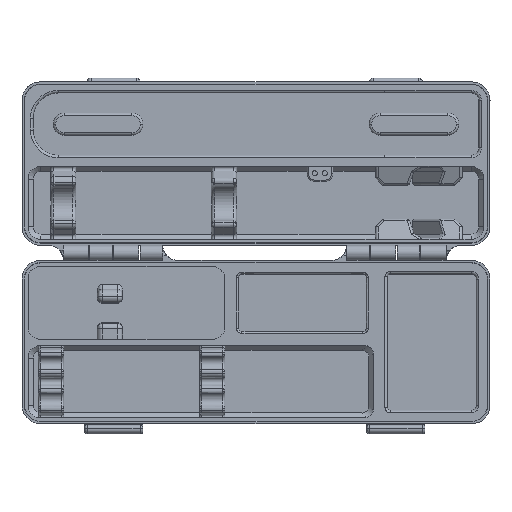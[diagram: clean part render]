
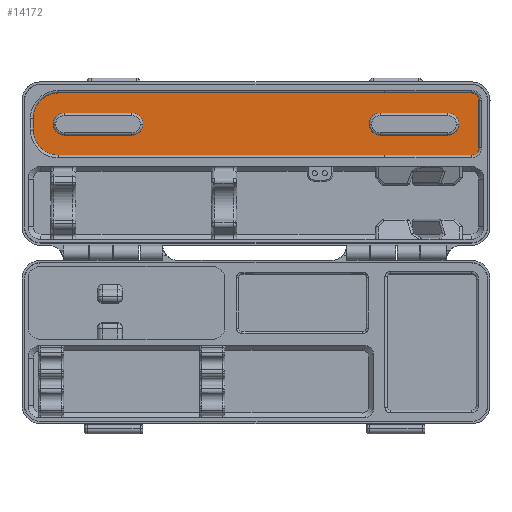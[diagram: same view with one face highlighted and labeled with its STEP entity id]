
A CAD part, top view. The second image highlights one B-rep face of the part: STEP entity #14172.
In plain terms, the highlighted planar face has unit normal (0, 0, 1).
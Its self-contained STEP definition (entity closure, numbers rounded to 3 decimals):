
#735=FACE_BOUND('',#2621,.T.);
#736=FACE_BOUND('',#2622,.T.);
#1013=PLANE('',#15370);
#1694=FACE_OUTER_BOUND('',#2620,.T.);
#2620=EDGE_LOOP('',(#11780,#11781,#11782,#11783,#11784,#11785,#11786,#11787));
#2621=EDGE_LOOP('',(#11788,#11789,#11790,#11791,#11792,#11793));
#2622=EDGE_LOOP('',(#11794,#11795,#11796,#11797,#11798,#11799));
#3587=LINE('',#31708,#4670);
#3591=LINE('',#31724,#4674);
#3644=LINE('',#31960,#4727);
#3645=LINE('',#31964,#4728);
#3646=LINE('',#31968,#4729);
#3647=LINE('',#31972,#4730);
#3648=LINE('',#31978,#4731);
#3649=LINE('',#31984,#4732);
#4670=VECTOR('',#18009,10.);
#4674=VECTOR('',#18027,10.);
#4727=VECTOR('',#18284,10.);
#4728=VECTOR('',#18287,10.);
#4729=VECTOR('',#18290,10.);
#4730=VECTOR('',#18293,10.);
#4731=VECTOR('',#18298,10.);
#4732=VECTOR('',#18303,10.);
#5461=CIRCLE('',#15260,4.376);
#5463=CIRCLE('',#15264,4.376);
#5465=CIRCLE('',#15267,4.376);
#5467=CIRCLE('',#15271,4.376);
#5529=CIRCLE('',#15371,3.);
#5530=CIRCLE('',#15372,3.);
#5531=CIRCLE('',#15373,10.);
#5532=CIRCLE('',#15374,10.);
#5533=CIRCLE('',#15375,4.376);
#5534=CIRCLE('',#15376,4.376);
#5535=CIRCLE('',#15377,4.376);
#5536=CIRCLE('',#15378,4.376);
#6506=VERTEX_POINT('',#31699);
#6508=VERTEX_POINT('',#31703);
#6509=VERTEX_POINT('',#31707);
#6510=VERTEX_POINT('',#31711);
#6512=VERTEX_POINT('',#31717);
#6514=VERTEX_POINT('',#31723);
#6594=VERTEX_POINT('',#31958);
#6595=VERTEX_POINT('',#31959);
#6596=VERTEX_POINT('',#31961);
#6597=VERTEX_POINT('',#31963);
#6598=VERTEX_POINT('',#31965);
#6599=VERTEX_POINT('',#31967);
#6600=VERTEX_POINT('',#31969);
#6601=VERTEX_POINT('',#31971);
#6602=VERTEX_POINT('',#31974);
#6603=VERTEX_POINT('',#31975);
#6604=VERTEX_POINT('',#31977);
#6605=VERTEX_POINT('',#31979);
#6606=VERTEX_POINT('',#31981);
#6607=VERTEX_POINT('',#31983);
#8256=EDGE_CURVE('',#6506,#6508,#5461,.T.);
#8257=EDGE_CURVE('',#6509,#6506,#3587,.T.);
#8261=EDGE_CURVE('',#6510,#6509,#5463,.T.);
#8264=EDGE_CURVE('',#6512,#6510,#5465,.T.);
#8265=EDGE_CURVE('',#6514,#6512,#3591,.T.);
#8269=EDGE_CURVE('',#6508,#6514,#5467,.T.);
#8381=EDGE_CURVE('',#6594,#6595,#3644,.T.);
#8382=EDGE_CURVE('',#6596,#6594,#5529,.T.);
#8383=EDGE_CURVE('',#6597,#6596,#3645,.T.);
#8384=EDGE_CURVE('',#6598,#6597,#5530,.T.);
#8385=EDGE_CURVE('',#6599,#6598,#3646,.T.);
#8386=EDGE_CURVE('',#6600,#6599,#5531,.T.);
#8387=EDGE_CURVE('',#6601,#6600,#3647,.T.);
#8388=EDGE_CURVE('',#6595,#6601,#5532,.T.);
#8389=EDGE_CURVE('',#6602,#6603,#5533,.T.);
#8390=EDGE_CURVE('',#6604,#6602,#3648,.T.);
#8391=EDGE_CURVE('',#6605,#6604,#5534,.T.);
#8392=EDGE_CURVE('',#6606,#6605,#5535,.T.);
#8393=EDGE_CURVE('',#6607,#6606,#3649,.T.);
#8394=EDGE_CURVE('',#6603,#6607,#5536,.T.);
#11780=ORIENTED_EDGE('',*,*,#8381,.F.);
#11781=ORIENTED_EDGE('',*,*,#8382,.F.);
#11782=ORIENTED_EDGE('',*,*,#8383,.F.);
#11783=ORIENTED_EDGE('',*,*,#8384,.F.);
#11784=ORIENTED_EDGE('',*,*,#8385,.F.);
#11785=ORIENTED_EDGE('',*,*,#8386,.F.);
#11786=ORIENTED_EDGE('',*,*,#8387,.F.);
#11787=ORIENTED_EDGE('',*,*,#8388,.F.);
#11788=ORIENTED_EDGE('',*,*,#8256,.T.);
#11789=ORIENTED_EDGE('',*,*,#8269,.T.);
#11790=ORIENTED_EDGE('',*,*,#8265,.T.);
#11791=ORIENTED_EDGE('',*,*,#8264,.T.);
#11792=ORIENTED_EDGE('',*,*,#8261,.T.);
#11793=ORIENTED_EDGE('',*,*,#8257,.T.);
#11794=ORIENTED_EDGE('',*,*,#8389,.F.);
#11795=ORIENTED_EDGE('',*,*,#8390,.F.);
#11796=ORIENTED_EDGE('',*,*,#8391,.F.);
#11797=ORIENTED_EDGE('',*,*,#8392,.F.);
#11798=ORIENTED_EDGE('',*,*,#8393,.F.);
#11799=ORIENTED_EDGE('',*,*,#8394,.F.);
#14172=ADVANCED_FACE('',(#1694,#735,#736),#1013,.F.);
#15260=AXIS2_PLACEMENT_3D('',#31705,#18005,#18006);
#15264=AXIS2_PLACEMENT_3D('',#31715,#18016,#18017);
#15267=AXIS2_PLACEMENT_3D('',#31721,#18023,#18024);
#15271=AXIS2_PLACEMENT_3D('',#31730,#18034,#18035);
#15370=AXIS2_PLACEMENT_3D('',#31957,#18282,#18283);
#15371=AXIS2_PLACEMENT_3D('',#31962,#18285,#18286);
#15372=AXIS2_PLACEMENT_3D('',#31966,#18288,#18289);
#15373=AXIS2_PLACEMENT_3D('',#31970,#18291,#18292);
#15374=AXIS2_PLACEMENT_3D('',#31973,#18294,#18295);
#15375=AXIS2_PLACEMENT_3D('',#31976,#18296,#18297);
#15376=AXIS2_PLACEMENT_3D('',#31980,#18299,#18300);
#15377=AXIS2_PLACEMENT_3D('',#31982,#18301,#18302);
#15378=AXIS2_PLACEMENT_3D('',#31985,#18304,#18305);
#18005=DIRECTION('center_axis',(0.,0.,
-1.));
#18006=DIRECTION('ref_axis',(0.707,0.707,0.));
#18009=DIRECTION('',(1.,0.,0.));
#18016=DIRECTION('center_axis',(0.,0.,
-1.));
#18017=DIRECTION('ref_axis',(-0.707,0.707,0.));
#18023=DIRECTION('center_axis',(0.,0.,
-1.));
#18024=DIRECTION('ref_axis',(-0.707,-0.707,0.));
#18027=DIRECTION('',(-1.,0.,0.));
#18034=DIRECTION('center_axis',(0.,0.,
-1.));
#18035=DIRECTION('ref_axis',(0.707,-0.707,0.));
#18282=DIRECTION('center_axis',(0.,0.,
-1.));
#18283=DIRECTION('ref_axis',(-1.,0.,0.));
#18284=DIRECTION('',(-1.,0.,0.));
#18285=DIRECTION('center_axis',(0.,0.,
-1.));
#18286=DIRECTION('ref_axis',(1.,0.,0.));
#18287=DIRECTION('',(0.,-1.,0.));
#18288=DIRECTION('center_axis',(0.,0.,
-1.));
#18289=DIRECTION('ref_axis',(0.,1.,0.));
#18290=DIRECTION('',(1.,0.,0.));
#18291=DIRECTION('center_axis',(0.,0.,
-1.));
#18292=DIRECTION('ref_axis',(-0.707,0.707,0.));
#18293=DIRECTION('',(0.,1.,0.));
#18294=DIRECTION('center_axis',(0.,0.,
-1.));
#18295=DIRECTION('ref_axis',(-0.707,-0.707,0.));
#18296=DIRECTION('center_axis',(0.,0.,
1.));
#18297=DIRECTION('ref_axis',(0.707,-0.707,0.));
#18298=DIRECTION('',(1.,0.,0.));
#18299=DIRECTION('center_axis',(0.,0.,
1.));
#18300=DIRECTION('ref_axis',(-0.707,-0.707,0.));
#18301=DIRECTION('center_axis',(0.,0.,
1.));
#18302=DIRECTION('ref_axis',(-0.707,0.707,0.));
#18303=DIRECTION('',(-1.,0.,0.));
#18304=DIRECTION('center_axis',(0.,0.,
1.));
#18305=DIRECTION('ref_axis',(0.707,0.707,0.));
#31699=CARTESIAN_POINT('',(499.724,103.619,2.272));
#31703=CARTESIAN_POINT('',(504.1,99.243,2.272));
#31705=CARTESIAN_POINT('Origin',(499.724,99.243,2.272));
#31707=CARTESIAN_POINT('',(472.857,103.619,2.272));
#31708=CARTESIAN_POINT('',(475.916,103.619,2.272));
#31711=CARTESIAN_POINT('',(468.481,99.243,2.272));
#31715=CARTESIAN_POINT('Origin',(472.857,99.243,2.272));
#31717=CARTESIAN_POINT('',(472.857,94.867,2.272));
#31721=CARTESIAN_POINT('Origin',(472.857,99.243,2.272));
#31723=CARTESIAN_POINT('',(499.724,94.867,2.272));
#31724=CARTESIAN_POINT('',(447.606,94.867,2.272));
#31730=CARTESIAN_POINT('Origin',(499.724,99.243,2.272));
#31957=CARTESIAN_POINT('Origin',(452.6,99.334,2.272));
#31958=CARTESIAN_POINT('',(509.1,86.867,2.272));
#31959=CARTESIAN_POINT('',(345.1,86.867,2.272));
#31960=CARTESIAN_POINT('',(395.363,86.867,2.272));
#31961=CARTESIAN_POINT('',(512.1,89.867,2.272));
#31962=CARTESIAN_POINT('Origin',(509.1,89.867,2.272));
#31963=CARTESIAN_POINT('',(512.1,108.619,2.272));
#31964=CARTESIAN_POINT('',(512.1,104.067,2.272));
#31965=CARTESIAN_POINT('',(509.1,111.619,2.272));
#31966=CARTESIAN_POINT('Origin',(509.1,108.619,2.272));
#31967=CARTESIAN_POINT('',(345.1,111.619,2.272));
#31968=CARTESIAN_POINT('',(409.85,111.619,2.272));
#31969=CARTESIAN_POINT('',(335.1,101.619,2.272));
#31970=CARTESIAN_POINT('Origin',(345.1,101.619,2.272));
#31971=CARTESIAN_POINT('',(335.1,96.867,2.272));
#31972=CARTESIAN_POINT('',(335.1,94.6,2.272));
#31973=CARTESIAN_POINT('Origin',(345.1,96.867,2.272));
#31974=CARTESIAN_POINT('',(374.343,94.867,2.272));
#31975=CARTESIAN_POINT('',(378.719,99.243,2.272));
#31976=CARTESIAN_POINT('Origin',(374.343,99.243,2.272));
#31977=CARTESIAN_POINT('',(347.476,94.867,2.272));
#31978=CARTESIAN_POINT('',(398.85,94.867,2.272));
#31979=CARTESIAN_POINT('',(343.1,99.243,2.272));
#31980=CARTESIAN_POINT('Origin',(347.476,99.243,2.272));
#31981=CARTESIAN_POINT('',(347.476,103.619,2.272));
#31982=CARTESIAN_POINT('Origin',(347.476,99.243,2.272));
#31983=CARTESIAN_POINT('',(374.343,103.619,2.272));
#31984=CARTESIAN_POINT('',(455.469,103.619,2.272));
#31985=CARTESIAN_POINT('Origin',(374.343,99.243,2.272));
